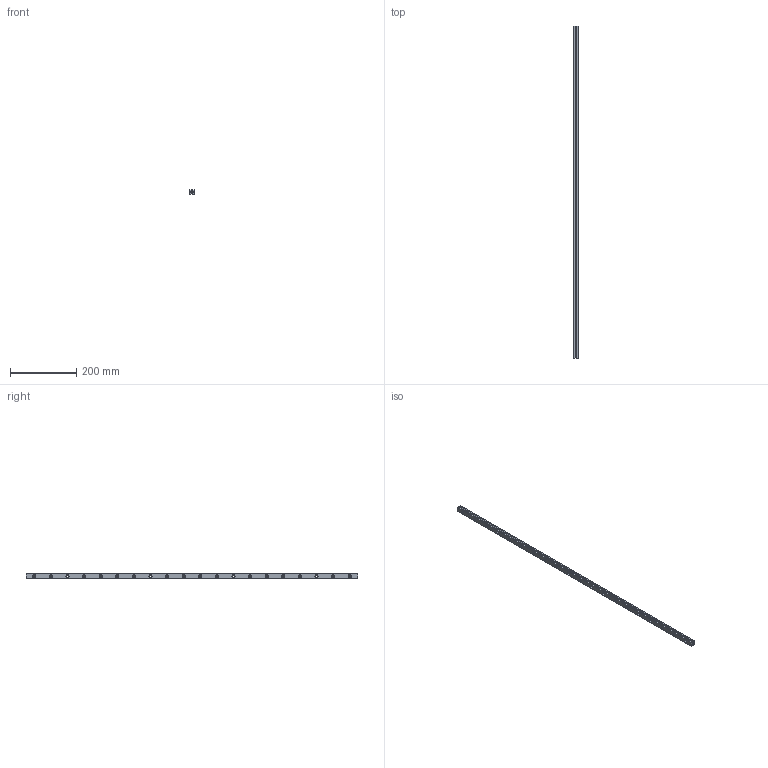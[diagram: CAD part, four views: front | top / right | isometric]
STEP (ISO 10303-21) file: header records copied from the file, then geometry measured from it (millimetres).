
FILE_DESCRIPTION(/* description */ (''),/* implementation_level */ '2;1');
FILE_NAME(/* name */ 'RSD_61000_A.stp',/* time_stamp */ '2011-03-23T08:21:12+01:00',/* author */ (''),/* organization */ (''),/* preprocessor_version */ 'ST-DEVELOPER v11',/* originating_system */ 'SIEMENS PLM Software NX 7.5',/* authorisation */ '');
FILE_SCHEMA (('AUTOMOTIVE_DESIGN { 1 0 10303 214 1 1 1 1 }'));
Length unit declared in the file: millimetre
Products named in the file (1): RSD-61000_A
Bounding box: 15 x 1000 x 14 mm (x, y, z)
Volume: 188037.5 mm3; surface area: 66198 mm2
Topology: 1 solids, 1 shells, 116 faces, 258 edges, 164 vertices
Faces by surface type: plane 46, cylinder 44, cone 26
Full cylindrical faces by diameter (mm): 4.351 x2, 5.2 x22, 9.5 x20
Entity records: 2928 total; most frequent: DIRECTION 526, CARTESIAN_POINT 459, ORIENTED_EDGE 364, EDGE_LOOP 246, AXIS2_PLACEMENT_3D 227, FACE_BOUND 226, EDGE_CURVE 182, VERTEX_POINT 160
